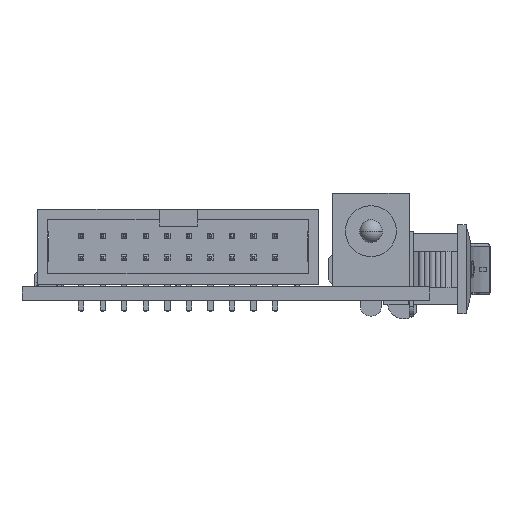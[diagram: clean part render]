
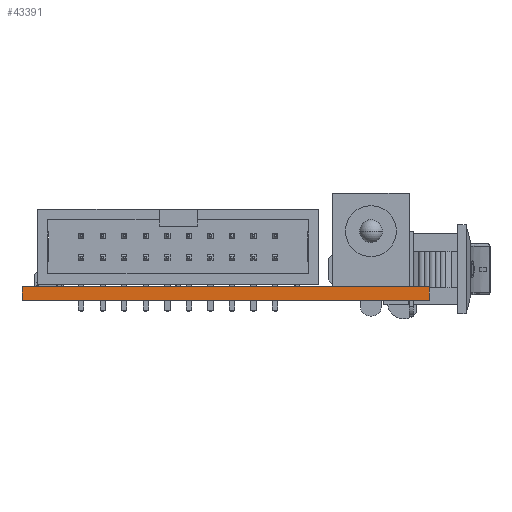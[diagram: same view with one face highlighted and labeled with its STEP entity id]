
A CAD part, left-side view. The second image highlights one B-rep face of the part: STEP entity #43391.
In plain terms, the highlighted planar face has unit normal (-1, 0, 0).
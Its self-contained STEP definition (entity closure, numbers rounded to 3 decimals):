
#43391 = ADVANCED_FACE('',(#43392),#43406,.F.);
#43392 = FACE_BOUND('',#43393,.F.);
#43393 = EDGE_LOOP('',(#43394,#43429,#43457,#43485));
#43394 = ORIENTED_EDGE('',*,*,#43395,.T.);
#43395 = EDGE_CURVE('',#43396,#43398,#43400,.T.);
#43396 = VERTEX_POINT('',#43397);
#43397 = CARTESIAN_POINT('',(-49.5,24.,0.));
#43398 = VERTEX_POINT('',#43399);
#43399 = CARTESIAN_POINT('',(-49.5,24.,1.6));
#43400 = SURFACE_CURVE('',#43401,(#43405,#43417),.PCURVE_S1.);
#43401 = LINE('',#43402,#43403);
#43402 = CARTESIAN_POINT('',(-49.5,24.,0.));
#43403 = VECTOR('',#43404,1.);
#43404 = DIRECTION('',(0.,0.,1.));
#43405 = PCURVE('',#43406,#43411);
#43406 = PLANE('',#43407);
#43407 = AXIS2_PLACEMENT_3D('',#43408,#43409,#43410);
#43408 = CARTESIAN_POINT('',(-49.5,24.,0.));
#43409 = DIRECTION('',(1.,0.,0.));
#43410 = DIRECTION('',(0.,-1.,0.));
#43411 = DEFINITIONAL_REPRESENTATION('',(#43412),#43416);
#43412 = LINE('',#43413,#43414);
#43413 = CARTESIAN_POINT('',(0.,0.));
#43414 = VECTOR('',#43415,1.);
#43415 = DIRECTION('',(0.,-1.));
#43416 = ( GEOMETRIC_REPRESENTATION_CONTEXT(2) 
PARAMETRIC_REPRESENTATION_CONTEXT() REPRESENTATION_CONTEXT('2D SPACE',''
  ) );
#43417 = PCURVE('',#43418,#43423);
#43418 = PLANE('',#43419);
#43419 = AXIS2_PLACEMENT_3D('',#43420,#43421,#43422);
#43420 = CARTESIAN_POINT('',(49.5,24.,0.));
#43421 = DIRECTION('',(0.,-1.,0.));
#43422 = DIRECTION('',(-1.,0.,0.));
#43423 = DEFINITIONAL_REPRESENTATION('',(#43424),#43428);
#43424 = LINE('',#43425,#43426);
#43425 = CARTESIAN_POINT('',(99.,0.));
#43426 = VECTOR('',#43427,1.);
#43427 = DIRECTION('',(0.,-1.));
#43428 = ( GEOMETRIC_REPRESENTATION_CONTEXT(2) 
PARAMETRIC_REPRESENTATION_CONTEXT() REPRESENTATION_CONTEXT('2D SPACE',''
  ) );
#43429 = ORIENTED_EDGE('',*,*,#43430,.T.);
#43430 = EDGE_CURVE('',#43398,#43431,#43433,.T.);
#43431 = VERTEX_POINT('',#43432);
#43432 = CARTESIAN_POINT('',(-49.5,-24.,1.6));
#43433 = SURFACE_CURVE('',#43434,(#43438,#43445),.PCURVE_S1.);
#43434 = LINE('',#43435,#43436);
#43435 = CARTESIAN_POINT('',(-49.5,24.,1.6));
#43436 = VECTOR('',#43437,1.);
#43437 = DIRECTION('',(0.,-1.,0.));
#43438 = PCURVE('',#43406,#43439);
#43439 = DEFINITIONAL_REPRESENTATION('',(#43440),#43444);
#43440 = LINE('',#43441,#43442);
#43441 = CARTESIAN_POINT('',(0.,-1.6));
#43442 = VECTOR('',#43443,1.);
#43443 = DIRECTION('',(1.,0.));
#43444 = ( GEOMETRIC_REPRESENTATION_CONTEXT(2) 
PARAMETRIC_REPRESENTATION_CONTEXT() REPRESENTATION_CONTEXT('2D SPACE',''
  ) );
#43445 = PCURVE('',#43446,#43451);
#43446 = PLANE('',#43447);
#43447 = AXIS2_PLACEMENT_3D('',#43448,#43449,#43450);
#43448 = CARTESIAN_POINT('',(-0.913,-0.446,1.6));
#43449 = DIRECTION('',(0.,0.,1.));
#43450 = DIRECTION('',(1.,0.,0.));
#43451 = DEFINITIONAL_REPRESENTATION('',(#43452),#43456);
#43452 = LINE('',#43453,#43454);
#43453 = CARTESIAN_POINT('',(-48.587,24.446));
#43454 = VECTOR('',#43455,1.);
#43455 = DIRECTION('',(0.,-1.));
#43456 = ( GEOMETRIC_REPRESENTATION_CONTEXT(2) 
PARAMETRIC_REPRESENTATION_CONTEXT() REPRESENTATION_CONTEXT('2D SPACE',''
  ) );
#43457 = ORIENTED_EDGE('',*,*,#43458,.F.);
#43458 = EDGE_CURVE('',#43459,#43431,#43461,.T.);
#43459 = VERTEX_POINT('',#43460);
#43460 = CARTESIAN_POINT('',(-49.5,-24.,0.));
#43461 = SURFACE_CURVE('',#43462,(#43466,#43473),.PCURVE_S1.);
#43462 = LINE('',#43463,#43464);
#43463 = CARTESIAN_POINT('',(-49.5,-24.,0.));
#43464 = VECTOR('',#43465,1.);
#43465 = DIRECTION('',(0.,0.,1.));
#43466 = PCURVE('',#43406,#43467);
#43467 = DEFINITIONAL_REPRESENTATION('',(#43468),#43472);
#43468 = LINE('',#43469,#43470);
#43469 = CARTESIAN_POINT('',(48.,0.));
#43470 = VECTOR('',#43471,1.);
#43471 = DIRECTION('',(0.,-1.));
#43472 = ( GEOMETRIC_REPRESENTATION_CONTEXT(2) 
PARAMETRIC_REPRESENTATION_CONTEXT() REPRESENTATION_CONTEXT('2D SPACE',''
  ) );
#43473 = PCURVE('',#43474,#43479);
#43474 = PLANE('',#43475);
#43475 = AXIS2_PLACEMENT_3D('',#43476,#43477,#43478);
#43476 = CARTESIAN_POINT('',(-49.5,-24.,0.));
#43477 = DIRECTION('',(0.,1.,0.));
#43478 = DIRECTION('',(1.,0.,0.));
#43479 = DEFINITIONAL_REPRESENTATION('',(#43480),#43484);
#43480 = LINE('',#43481,#43482);
#43481 = CARTESIAN_POINT('',(0.,0.));
#43482 = VECTOR('',#43483,1.);
#43483 = DIRECTION('',(0.,-1.));
#43484 = ( GEOMETRIC_REPRESENTATION_CONTEXT(2) 
PARAMETRIC_REPRESENTATION_CONTEXT() REPRESENTATION_CONTEXT('2D SPACE',''
  ) );
#43485 = ORIENTED_EDGE('',*,*,#43486,.F.);
#43486 = EDGE_CURVE('',#43396,#43459,#43487,.T.);
#43487 = SURFACE_CURVE('',#43488,(#43492,#43499),.PCURVE_S1.);
#43488 = LINE('',#43489,#43490);
#43489 = CARTESIAN_POINT('',(-49.5,24.,0.));
#43490 = VECTOR('',#43491,1.);
#43491 = DIRECTION('',(0.,-1.,0.));
#43492 = PCURVE('',#43406,#43493);
#43493 = DEFINITIONAL_REPRESENTATION('',(#43494),#43498);
#43494 = LINE('',#43495,#43496);
#43495 = CARTESIAN_POINT('',(0.,0.));
#43496 = VECTOR('',#43497,1.);
#43497 = DIRECTION('',(1.,0.));
#43498 = ( GEOMETRIC_REPRESENTATION_CONTEXT(2) 
PARAMETRIC_REPRESENTATION_CONTEXT() REPRESENTATION_CONTEXT('2D SPACE',''
  ) );
#43499 = PCURVE('',#43500,#43505);
#43500 = PLANE('',#43501);
#43501 = AXIS2_PLACEMENT_3D('',#43502,#43503,#43504);
#43502 = CARTESIAN_POINT('',(-0.913,-0.446,0.));
#43503 = DIRECTION('',(0.,0.,1.));
#43504 = DIRECTION('',(1.,0.,0.));
#43505 = DEFINITIONAL_REPRESENTATION('',(#43506),#43510);
#43506 = LINE('',#43507,#43508);
#43507 = CARTESIAN_POINT('',(-48.587,24.446));
#43508 = VECTOR('',#43509,1.);
#43509 = DIRECTION('',(0.,-1.));
#43510 = ( GEOMETRIC_REPRESENTATION_CONTEXT(2) 
PARAMETRIC_REPRESENTATION_CONTEXT() REPRESENTATION_CONTEXT('2D SPACE',''
  ) );
